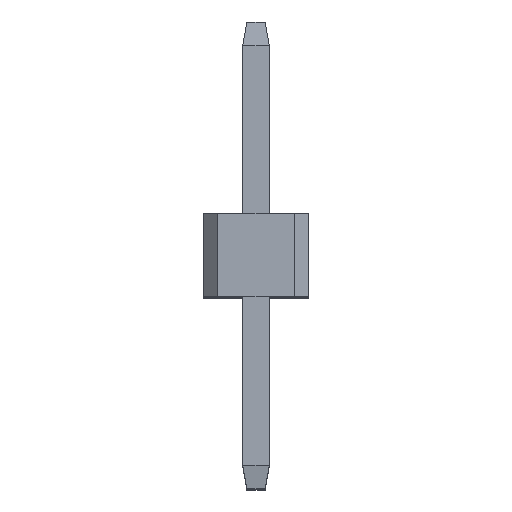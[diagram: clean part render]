
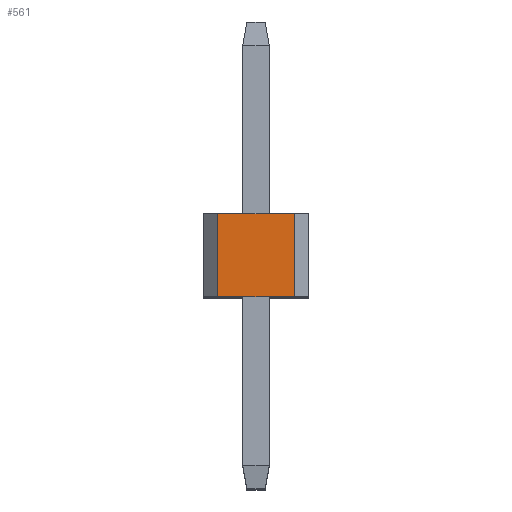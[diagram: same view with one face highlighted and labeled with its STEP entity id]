
A CAD part, top view. The second image highlights one B-rep face of the part: STEP entity #561.
In plain terms, the highlighted planar face has unit normal (0, 0, 1).
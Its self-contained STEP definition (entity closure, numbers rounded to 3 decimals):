
#39 = CARTESIAN_POINT ( 'NONE',  ( -0.92, -1., 1.27 ) ) ;
#60 = CARTESIAN_POINT ( 'NONE',  ( -0.92, -1., 1.27 ) ) ;
#61 = DIRECTION ( 'NONE',  ( 1., 0., 0. ) ) ;
#79 = CARTESIAN_POINT ( 'NONE',  ( 0.92, 1., 1.27 ) ) ;
#134 = LINE ( 'NONE', #79, #697 ) ;
#157 = VECTOR ( 'NONE', #197, 1000. ) ;
#165 = VERTEX_POINT ( 'NONE', #39 ) ;
#181 = FACE_OUTER_BOUND ( 'NONE', #565, .T. ) ;
#189 = LINE ( 'NONE', #60, #205 ) ;
#197 = DIRECTION ( 'NONE',  ( 0., -1., 0. ) ) ;
#205 = VECTOR ( 'NONE', #342, 1000. ) ;
#212 = CARTESIAN_POINT ( 'NONE',  ( -0.92, 1., 1.27 ) ) ;
#271 = EDGE_CURVE ( 'NONE', #408, #341, #276, .T. ) ;
#276 = LINE ( 'NONE', #343, #798 ) ;
#329 = EDGE_CURVE ( 'NONE', #341, #517, #134, .T. ) ;
#341 = VERTEX_POINT ( 'NONE', #415 ) ;
#342 = DIRECTION ( 'NONE',  ( 1., 0., 0. ) ) ;
#343 = CARTESIAN_POINT ( 'NONE',  ( -0.92, 1., 1.27 ) ) ;
#394 = CARTESIAN_POINT ( 'NONE',  ( -0.92, 1., 1.27 ) ) ;
#405 = CARTESIAN_POINT ( 'NONE',  ( -0.92, 1., 1.27 ) ) ;
#408 = VERTEX_POINT ( 'NONE', #212 ) ;
#413 = ORIENTED_EDGE ( 'NONE', *, *, #329, .F. ) ;
#415 = CARTESIAN_POINT ( 'NONE',  ( 0.92, 1., 1.27 ) ) ;
#517 = VERTEX_POINT ( 'NONE', #530 ) ;
#522 = AXIS2_PLACEMENT_3D ( 'NONE', #394, #664, #597 ) ;
#530 = CARTESIAN_POINT ( 'NONE',  ( 0.92, -1., 1.27 ) ) ;
#561 = ADVANCED_FACE ( 'NONE', ( #181 ), #728, .F. ) ;
#565 = EDGE_LOOP ( 'NONE', ( #711, #413, #613, #850 ) ) ;
#597 = DIRECTION ( 'NONE',  ( -1., 0., 0. ) ) ;
#610 = LINE ( 'NONE', #405, #157 ) ;
#613 = ORIENTED_EDGE ( 'NONE', *, *, #271, .F. ) ;
#664 = DIRECTION ( 'NONE',  ( 0., 0., -1. ) ) ;
#676 = DIRECTION ( 'NONE',  ( 0., -1., 0. ) ) ;
#697 = VECTOR ( 'NONE', #676, 1000. ) ;
#700 = EDGE_CURVE ( 'NONE', #408, #165, #610, .T. ) ;
#711 = ORIENTED_EDGE ( 'NONE', *, *, #768, .T. ) ;
#728 = PLANE ( 'NONE',  #522 ) ;
#768 = EDGE_CURVE ( 'NONE', #165, #517, #189, .T. ) ;
#798 = VECTOR ( 'NONE', #61, 1000. ) ;
#850 = ORIENTED_EDGE ( 'NONE', *, *, #700, .T. ) ;
